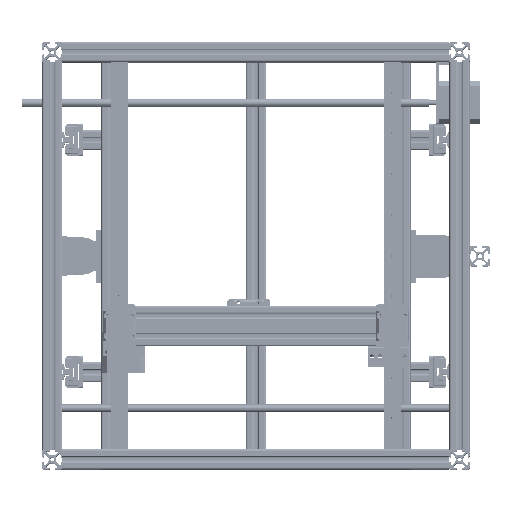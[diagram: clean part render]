
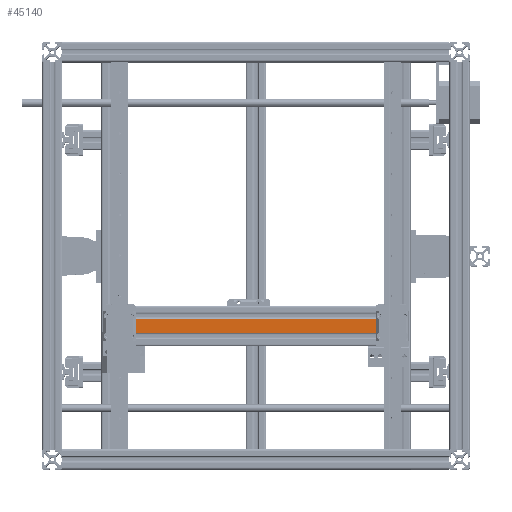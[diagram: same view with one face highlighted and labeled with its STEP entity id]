
A CAD part, top view. The second image highlights one B-rep face of the part: STEP entity #45140.
In plain terms, the highlighted face is planar.
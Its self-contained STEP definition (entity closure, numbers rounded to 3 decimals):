
#42482=CARTESIAN_POINT('Axis2P3D Location',(38.,0.,0.)) ;
#45093=CARTESIAN_POINT('Vertex',(13.3,0.,0.)) ;
#45096=CARTESIAN_POINT('Line Origine',(13.3,0.,150.)) ;
#45100=CARTESIAN_POINT('Vertex',(13.3,0.,300.)) ;
#45115=CARTESIAN_POINT('Line Origine',(20.,0.,0.)) ;
#45119=CARTESIAN_POINT('Vertex',(26.7,0.,0.)) ;
#45122=CARTESIAN_POINT('Line Origine',(26.7,0.,150.)) ;
#45126=CARTESIAN_POINT('Vertex',(26.7,0.,300.)) ;
#45129=CARTESIAN_POINT('Line Origine',(20.,0.,300.)) ;
#42483=DIRECTION('Axis2P3D Direction',(0.,1.,-0.)) ;
#42484=DIRECTION('Axis2P3D XDirection',(-1.,0.,0.)) ;
#45097=DIRECTION('Vector Direction',(0.,0.,1.)) ;
#45116=DIRECTION('Vector Direction',(-1.,0.,0.)) ;
#45123=DIRECTION('Vector Direction',(0.,0.,1.)) ;
#45130=DIRECTION('Vector Direction',(-1.,0.,0.)) ;
#42485=AXIS2_PLACEMENT_3D('Plane Axis2P3D',#42482,#42483,#42484) ;
#45135=ORIENTED_EDGE('',*,*,#45102,.F.) ;
#45136=ORIENTED_EDGE('',*,*,#45121,.T.) ;
#45137=ORIENTED_EDGE('',*,*,#45128,.T.) ;
#45138=ORIENTED_EDGE('',*,*,#45133,.F.) ;
#45098=VECTOR('Line Direction',#45097,1.) ;
#45117=VECTOR('Line Direction',#45116,1.) ;
#45124=VECTOR('Line Direction',#45123,1.) ;
#45131=VECTOR('Line Direction',#45130,1.) ;
#45140=ADVANCED_FACE('Perfil_Doble_1',(#45139),#42486,.F.) ;
#45102=EDGE_CURVE('',#45094,#45101,#45099,.T.) ;
#45121=EDGE_CURVE('',#45094,#45120,#45118,.F.) ;
#45128=EDGE_CURVE('',#45120,#45127,#45125,.T.) ;
#45133=EDGE_CURVE('',#45101,#45127,#45132,.F.) ;
#45134=EDGE_LOOP('',(#45135,#45136,#45137,#45138)) ;
#45139=FACE_OUTER_BOUND('',#45134,.T.) ;
#45099=LINE('Line',#45096,#45098) ;
#45118=LINE('Line',#45115,#45117) ;
#45125=LINE('Line',#45122,#45124) ;
#45132=LINE('Line',#45129,#45131) ;
#42486=PLANE('Plane',#42485) ;
#45094=VERTEX_POINT('',#45093) ;
#45101=VERTEX_POINT('',#45100) ;
#45120=VERTEX_POINT('',#45119) ;
#45127=VERTEX_POINT('',#45126) ;
